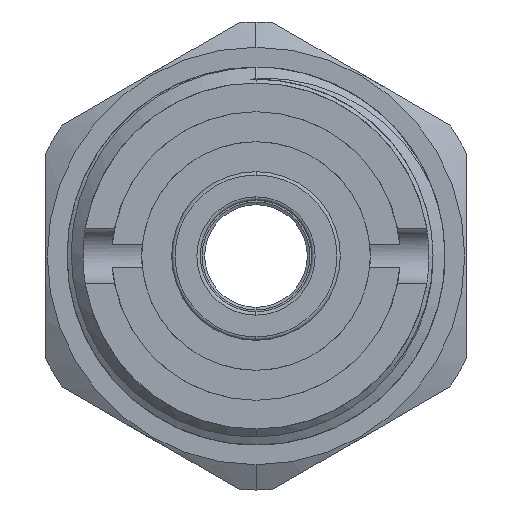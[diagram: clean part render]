
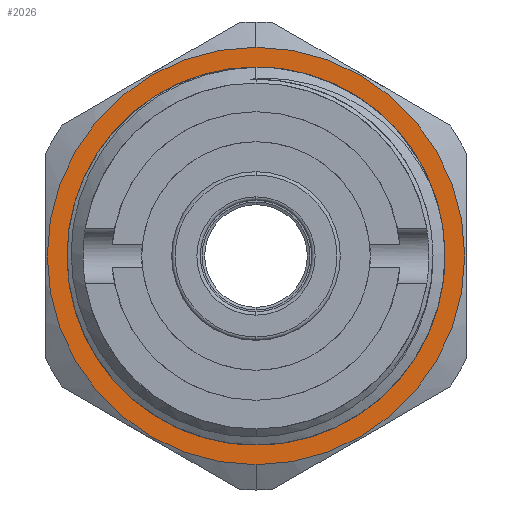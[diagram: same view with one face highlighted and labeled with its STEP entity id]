
A CAD part, front view. The second image highlights one B-rep face of the part: STEP entity #2026.
In plain terms, the highlighted planar face has unit normal (0, -1, 0).
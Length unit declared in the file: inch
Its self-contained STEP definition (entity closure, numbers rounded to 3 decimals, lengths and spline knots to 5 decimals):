
#507 = AXIS2_PLACEMENT_3D ( 'NONE', #5335, #6267, #5301 ) ;
#757 = VERTEX_POINT ( 'NONE', #5350 ) ;
#818 = AXIS2_PLACEMENT_3D ( 'NONE', #3583, #3660, #5351 ) ;
#980 = CARTESIAN_POINT ( 'NONE',  ( 0., 0.945, 0. ) ) ;
#1901 = DIRECTION ( 'NONE',  ( 0., 0., -1. ) ) ;
#2026 = ADVANCED_FACE ( 'NONE', ( #4933, #3378 ), #6670, .T. ) ;
#2104 = CARTESIAN_POINT ( 'NONE',  ( 0., 0.945, -0.505 ) ) ;
#2152 = EDGE_LOOP ( 'NONE', ( #8581, #4245 ) ) ;
#3038 = AXIS2_PLACEMENT_3D ( 'NONE', #9410, #10409, #5094 ) ;
#3378 = FACE_BOUND ( 'NONE', #2152, .T. ) ;
#3583 = CARTESIAN_POINT ( 'NONE',  ( 0., 0.945, 0. ) ) ;
#3660 = DIRECTION ( 'NONE',  ( 0., -1., 0. ) ) ;
#3690 = DIRECTION ( 'NONE',  ( 0., -1., 0. ) ) ;
#3789 = CIRCLE ( 'NONE', #818, 0.505 ) ;
#4048 = EDGE_CURVE ( 'NONE', #6354, #4976, #3789, .T. ) ;
#4245 = ORIENTED_EDGE ( 'NONE', *, *, #4802, .F. ) ;
#4626 = CIRCLE ( 'NONE', #507, 0.62 ) ;
#4643 = EDGE_CURVE ( 'NONE', #9916, #757, #4626, .T. ) ;
#4694 = ORIENTED_EDGE ( 'NONE', *, *, #4643, .T. ) ;
#4755 = CARTESIAN_POINT ( 'NONE',  ( 0., 0.945, 0. ) ) ;
#4802 = EDGE_CURVE ( 'NONE', #4976, #6354, #10745, .T. ) ;
#4933 = FACE_OUTER_BOUND ( 'NONE', #10680, .T. ) ;
#4976 = VERTEX_POINT ( 'NONE', #9533 ) ;
#4991 = AXIS2_PLACEMENT_3D ( 'NONE', #980, #3690, #11762 ) ;
#5094 = DIRECTION ( 'NONE',  ( 0., 0., -1. ) ) ;
#5301 = DIRECTION ( 'NONE',  ( 0., 0., -1. ) ) ;
#5335 = CARTESIAN_POINT ( 'NONE',  ( 0., 0.945, 0. ) ) ;
#5350 = CARTESIAN_POINT ( 'NONE',  ( 0., 0.945, 0.62 ) ) ;
#5351 = DIRECTION ( 'NONE',  ( 0., 0., -1. ) ) ;
#5593 = AXIS2_PLACEMENT_3D ( 'NONE', #4755, #6431, #1901 ) ;
#6023 = EDGE_CURVE ( 'NONE', #757, #9916, #11467, .T. ) ;
#6267 = DIRECTION ( 'NONE',  ( 0., -1., 0. ) ) ;
#6354 = VERTEX_POINT ( 'NONE', #2104 ) ;
#6431 = DIRECTION ( 'NONE',  ( 0., -1., 0. ) ) ;
#6670 = PLANE ( 'NONE',  #3038 ) ;
#7679 = ORIENTED_EDGE ( 'NONE', *, *, #6023, .T. ) ;
#8356 = CARTESIAN_POINT ( 'NONE',  ( 0., 0.945, -0.62 ) ) ;
#8581 = ORIENTED_EDGE ( 'NONE', *, *, #4048, .F. ) ;
#9410 = CARTESIAN_POINT ( 'NONE',  ( 0., 0.945, 0.62 ) ) ;
#9533 = CARTESIAN_POINT ( 'NONE',  ( 0., 0.945, 0.505 ) ) ;
#9916 = VERTEX_POINT ( 'NONE', #8356 ) ;
#10409 = DIRECTION ( 'NONE',  ( 0., -1., 0. ) ) ;
#10680 = EDGE_LOOP ( 'NONE', ( #7679, #4694 ) ) ;
#10745 = CIRCLE ( 'NONE', #4991, 0.505 ) ;
#11467 = CIRCLE ( 'NONE', #5593, 0.62 ) ;
#11762 = DIRECTION ( 'NONE',  ( 0., 0., -1. ) ) ;
